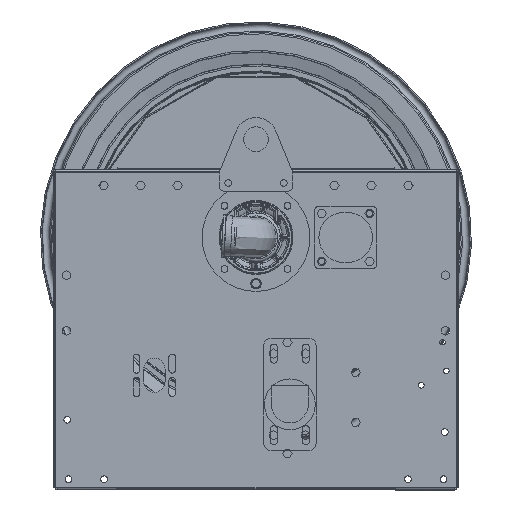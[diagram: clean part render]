
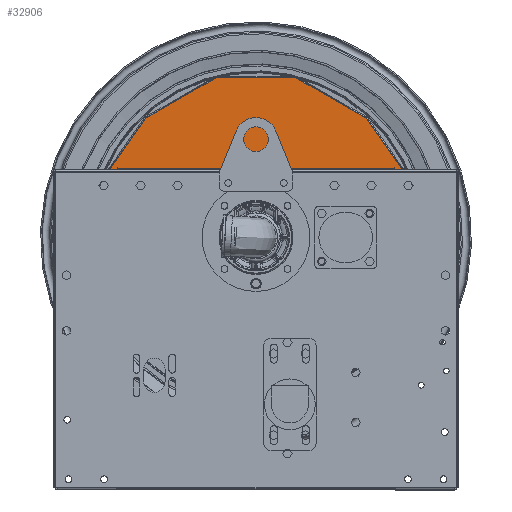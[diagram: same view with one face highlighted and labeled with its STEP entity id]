
A CAD part, front view. The second image highlights one B-rep face of the part: STEP entity #32906.
In plain terms, the highlighted face is planar.
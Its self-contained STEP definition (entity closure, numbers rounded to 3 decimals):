
#7241=ORIENTED_EDGE('',*,*,#15036,.F.);
#7242=ORIENTED_EDGE('',*,*,#15008,.T.);
#7243=ORIENTED_EDGE('',*,*,#15037,.F.);
#7244=ORIENTED_EDGE('',*,*,#15038,.T.);
#7245=ORIENTED_EDGE('',*,*,#15033,.T.);
#7246=ORIENTED_EDGE('',*,*,#15039,.T.);
#7247=ORIENTED_EDGE('',*,*,#15040,.F.);
#7248=ORIENTED_EDGE('',*,*,#15041,.T.);
#7249=ORIENTED_EDGE('',*,*,#15042,.T.);
#7250=ORIENTED_EDGE('',*,*,#15043,.F.);
#7251=ORIENTED_EDGE('',*,*,#15031,.T.);
#7252=ORIENTED_EDGE('',*,*,#15044,.T.);
#7253=ORIENTED_EDGE('',*,*,#15045,.F.);
#7254=ORIENTED_EDGE('',*,*,#15014,.T.);
#15008=EDGE_CURVE('',#19218,#19217,#22439,.T.);
#15014=EDGE_CURVE('',#19224,#19223,#22443,.T.);
#15031=EDGE_CURVE('',#19238,#19237,#22459,.T.);
#15033=EDGE_CURVE('',#19239,#19240,#22461,.T.);
#15036=EDGE_CURVE('',#19218,#19223,#22464,.T.);
#15037=EDGE_CURVE('',#19241,#19217,#22465,.T.);
#15038=EDGE_CURVE('',#19241,#19239,#22466,.T.);
#15039=EDGE_CURVE('',#19240,#19242,#22467,.T.);
#15040=EDGE_CURVE('',#19243,#19242,#22468,.T.);
#15041=EDGE_CURVE('',#19243,#19244,#22469,.T.);
#15042=EDGE_CURVE('',#19244,#19245,#22470,.T.);
#15043=EDGE_CURVE('',#19238,#19245,#22471,.T.);
#15044=EDGE_CURVE('',#19237,#19246,#22472,.T.);
#15045=EDGE_CURVE('',#19224,#19246,#22473,.T.);
#19217=VERTEX_POINT('',#51613);
#19218=VERTEX_POINT('',#51615);
#19223=VERTEX_POINT('',#51626);
#19224=VERTEX_POINT('',#51628);
#19237=VERTEX_POINT('',#51659);
#19238=VERTEX_POINT('',#51661);
#19239=VERTEX_POINT('',#51665);
#19240=VERTEX_POINT('',#51666);
#19241=VERTEX_POINT('',#51672);
#19242=VERTEX_POINT('',#51675);
#19243=VERTEX_POINT('',#51677);
#19244=VERTEX_POINT('',#51679);
#19245=VERTEX_POINT('',#51681);
#19246=VERTEX_POINT('',#51684);
#22439=LINE('',#51614,#24784);
#22443=LINE('',#51627,#24788);
#22459=LINE('',#51660,#24804);
#22461=LINE('',#51664,#24806);
#22464=LINE('',#51670,#24809);
#22465=LINE('',#51671,#24810);
#22466=LINE('',#51673,#24811);
#22467=LINE('',#51674,#24812);
#22468=LINE('',#51676,#24813);
#22469=LINE('',#51678,#24814);
#22470=LINE('',#51680,#24815);
#22471=LINE('',#51682,#24816);
#22472=LINE('',#51683,#24817);
#22473=LINE('',#51685,#24818);
#24784=VECTOR('',#42659,1000.);
#24788=VECTOR('',#42669,1000.);
#24804=VECTOR('',#42691,1000.);
#24806=VECTOR('',#42695,1000.);
#24809=VECTOR('',#42700,1000.);
#24810=VECTOR('',#42701,1000.);
#24811=VECTOR('',#42702,1000.);
#24812=VECTOR('',#42703,1000.);
#24813=VECTOR('',#42704,1000.);
#24814=VECTOR('',#42705,1000.);
#24815=VECTOR('',#42706,1000.);
#24816=VECTOR('',#42707,1000.);
#24817=VECTOR('',#42708,1000.);
#24818=VECTOR('',#42709,1000.);
#26789=EDGE_LOOP('',(#7241,#7242,#7243,#7244,#7245,#7246,#7247,#7248,#7249,
#7250,#7251,#7252,#7253,#7254));
#29610=FACE_BOUND('',#26789,.T.);
#31905=PLANE('',#37269);
#32906=ADVANCED_FACE('',(#29610),#31905,.F.);
#37269=AXIS2_PLACEMENT_3D('',#51669,#42698,#42699);
#42659=DIRECTION('',(0.,1.,0.));
#42669=DIRECTION('',(0.,-1.,0.));
#42691=DIRECTION('',(1.,0.,0.));
#42695=DIRECTION('',(1.,0.,0.));
#42698=DIRECTION('',(0.,0.,-1.));
#42699=DIRECTION('',(-1.,0.,0.));
#42700=DIRECTION('',(-1.,0.,0.));
#42701=DIRECTION('',(-1.,0.,0.));
#42702=DIRECTION('',(0.,-1.,0.));
#42703=DIRECTION('',(-0.574,0.819,0.));
#42704=DIRECTION('',(0.866,-0.5,0.));
#42705=DIRECTION('',(-1.,0.,0.));
#42706=DIRECTION('',(-0.866,-0.5,0.));
#42707=DIRECTION('',(0.574,0.819,0.));
#42708=DIRECTION('',(0.,1.,0.));
#42709=DIRECTION('',(-1.,0.,0.));
#51613=CARTESIAN_POINT('',(225.,3.5,1.5));
#51614=CARTESIAN_POINT('',(225.,231.543,1.5));
#51615=CARTESIAN_POINT('',(225.,2.3,1.5));
#51626=CARTESIAN_POINT('',(-225.,2.3,1.5));
#51627=CARTESIAN_POINT('',(-225.,231.543,1.5));
#51628=CARTESIAN_POINT('',(-225.,3.5,1.5));
#51659=CARTESIAN_POINT('',(-225.2,0.,1.5));
#51660=CARTESIAN_POINT('',(-238.364,0.,1.5));
#51661=CARTESIAN_POINT('',(-237.388,0.,1.5));
#51664=CARTESIAN_POINT('',(-238.364,0.,1.5));
#51665=CARTESIAN_POINT('',(225.2,0.,1.5));
#51666=CARTESIAN_POINT('',(237.388,0.,1.5));
#51669=CARTESIAN_POINT('',(-76.236,231.543,1.5));
#51670=CARTESIAN_POINT('',(225.,2.3,1.5));
#51671=CARTESIAN_POINT('',(-76.236,3.5,1.5));
#51672=CARTESIAN_POINT('',(225.2,3.5,1.5));
#51673=CARTESIAN_POINT('',(225.2,231.543,1.5));
#51674=CARTESIAN_POINT('',(237.388,0.,1.5));
#51675=CARTESIAN_POINT('',(179.15,83.172,1.5));
#51676=CARTESIAN_POINT('',(179.15,83.172,1.5));
#51677=CARTESIAN_POINT('',(64.786,149.2,1.5));
#51678=CARTESIAN_POINT('',(64.786,149.2,1.5));
#51679=CARTESIAN_POINT('',(-64.786,149.2,1.5));
#51680=CARTESIAN_POINT('',(-64.786,149.2,1.5));
#51681=CARTESIAN_POINT('',(-179.15,83.172,1.5));
#51682=CARTESIAN_POINT('',(-179.15,83.172,1.5));
#51683=CARTESIAN_POINT('',(-225.2,231.543,1.5));
#51684=CARTESIAN_POINT('',(-225.2,3.5,1.5));
#51685=CARTESIAN_POINT('',(-76.236,3.5,1.5));
